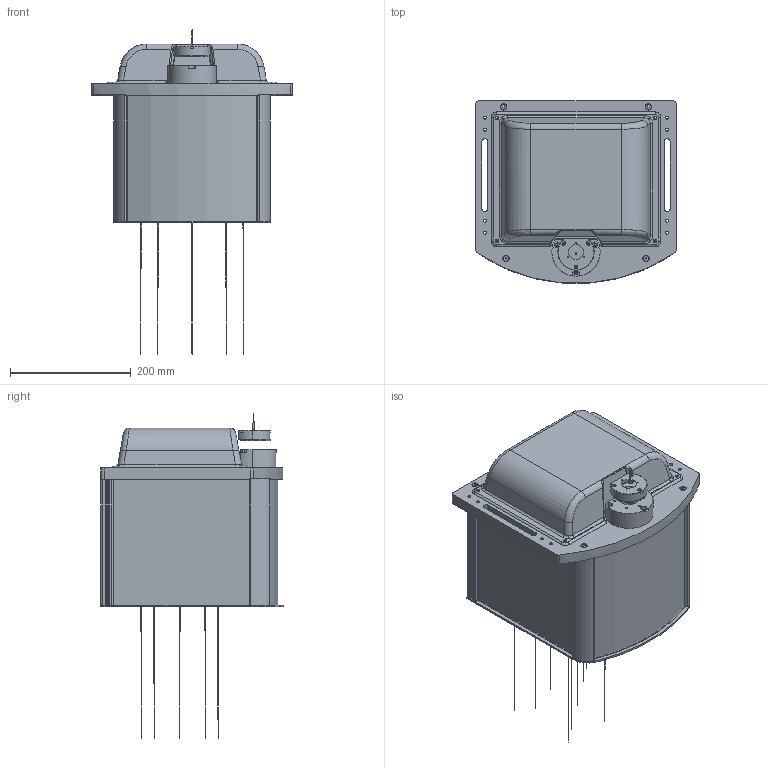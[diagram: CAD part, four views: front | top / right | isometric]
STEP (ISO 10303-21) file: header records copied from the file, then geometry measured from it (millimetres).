
FILE_DESCRIPTION (( 'STEP AP203' ), '1' );
FILE_NAME ('LTCLCP144-G.step', '2019-01-28T14:45:00', ( '' ), ( '' ), 'SwSTEP 2.0', 'SolidWorks 2018', '' );
FILE_SCHEMA (( 'CONFIG_CONTROL_DESIGN' ));
Length unit declared in the file: millimetre
Products named in the file (1): LTCLCP144-G
Bounding box: 332 x 301.71 x 537.23 mm (x, y, z)
Surface area: 616839.4 mm2 (no closed solid volume)
Topology: 0 solids, 46 shells, 402 faces, 1688 edges, 1306 vertices
Faces by surface type: cylinder 194, plane 143, bspline 50, cone 15
Entity records: 20027 total; most frequent: CARTESIAN_POINT 6242, DIRECTION 2936, ORIENTED_EDGE 2396, EDGE_CURVE 1668, VERTEX_POINT 1306, AXIS2_PLACEMENT_3D 1051, LINE 834, VECTOR 834
